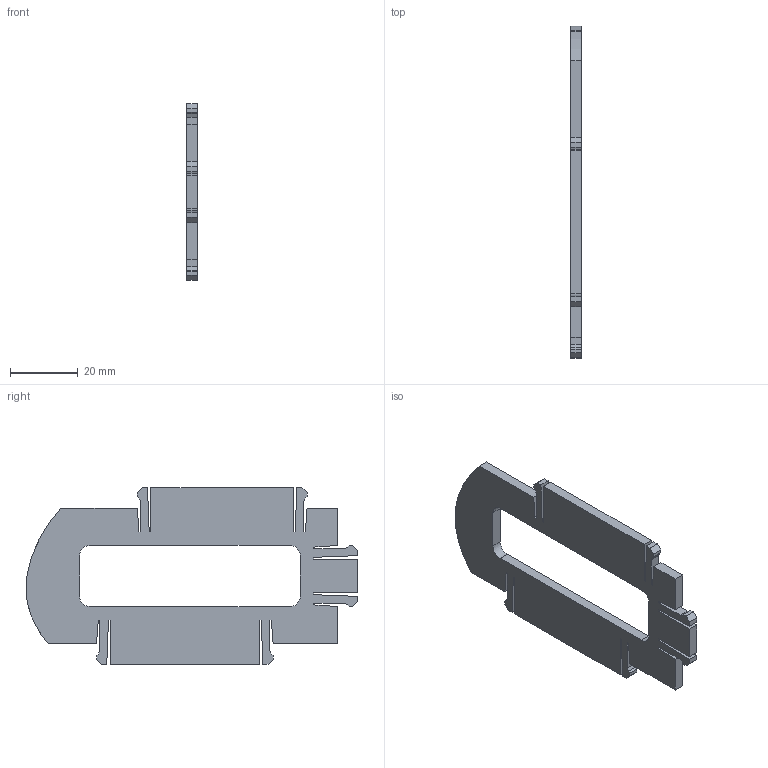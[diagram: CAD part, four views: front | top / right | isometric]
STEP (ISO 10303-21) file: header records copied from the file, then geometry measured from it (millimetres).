
FILE_DESCRIPTION (( 'STEP AP203' ), '1' );
FILE_NAME ('frame-1-2.step', '2015-02-17T13:08:32', ( 'Cesar' ), ( '' ), 'SwSTEP 2.0', 'SolidWorks 2013', '' );
FILE_SCHEMA (( 'CONFIG_CONTROL_DESIGN' ));
Length unit declared in the file: millimetre
Products named in the file (1): frame-1-2
Bounding box: 3 x 97.78 x 52 mm (x, y, z)
Volume: 8994.1 mm3; surface area: 8050.7 mm2
Topology: 1 solids, 1 shells, 90 faces, 264 edges, 176 vertices
Faces by surface type: plane 83, cylinder 4, bspline 3
Entity records: 3148 total; most frequent: CARTESIAN_POINT 683, ORIENTED_EDGE 528, DIRECTION 442, EDGE_CURVE 264, VECTOR 250, LINE 250, VERTEX_POINT 176, AXIS2_PLACEMENT_3D 96
